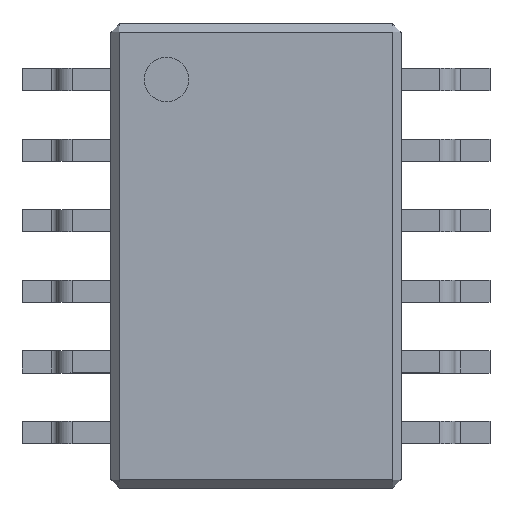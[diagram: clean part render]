
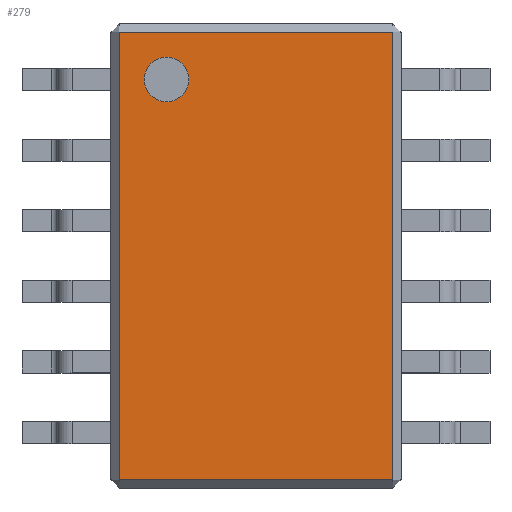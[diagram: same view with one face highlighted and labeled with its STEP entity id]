
A CAD part, top view. The second image highlights one B-rep face of the part: STEP entity #279.
In plain terms, the highlighted planar face has unit normal (0, 0, 1).
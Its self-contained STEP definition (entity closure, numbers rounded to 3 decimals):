
#13=DIRECTION('',(0.,0.,1.));
#14=DIRECTION('',(1.,0.,0.));
#75=VECTOR('',#76,1.);
#76=DIRECTION('',(0.,1.,0.));
#148=VERTEX_POINT('',#149);
#149=CARTESIAN_POINT('',(-2.46,-4.025,1.2));
#157=VERTEX_POINT('',#158);
#158=CARTESIAN_POINT('',(-2.46,4.025,1.2));
#163=ORIENTED_EDGE('',*,*,#164,.F.);
#164=EDGE_CURVE('',#148,#157,#165,.T.);
#165=LINE('',#166,#75);
#166=CARTESIAN_POINT('',(-2.46,-4.175,1.2));
#236=VECTOR('',#14,1.);
#279=ADVANCED_FACE('',(#280,#298),#307,.T.);
#280=FACE_BOUND('',#281,.T.);
#281=EDGE_LOOP('',(#163,#282,#288,#294));
#282=ORIENTED_EDGE('',*,*,#283,.T.);
#283=EDGE_CURVE('',#148,#284,#286,.T.);
#284=VERTEX_POINT('',#285);
#285=CARTESIAN_POINT('',(2.46,-4.025,1.2));
#286=LINE('',#287,#236);
#287=CARTESIAN_POINT('',(-2.61,-4.025,1.2));
#288=ORIENTED_EDGE('',*,*,#289,.T.);
#289=EDGE_CURVE('',#284,#290,#292,.T.);
#290=VERTEX_POINT('',#291);
#291=CARTESIAN_POINT('',(2.46,4.025,1.2));
#292=LINE('',#293,#75);
#293=CARTESIAN_POINT('',(2.46,-4.175,1.2));
#294=ORIENTED_EDGE('',*,*,#295,.F.);
#295=EDGE_CURVE('',#157,#290,#296,.T.);
#296=LINE('',#297,#236);
#297=CARTESIAN_POINT('',(-2.61,4.025,1.2));
#298=FACE_BOUND('',#299,.T.);
#299=EDGE_LOOP('',(#300));
#300=ORIENTED_EDGE('',*,*,#301,.F.);
#301=EDGE_CURVE('',#302,#302,#304,.T.);
#302=VERTEX_POINT('',#303);
#303=CARTESIAN_POINT('',(-1.21,3.175,1.2));
#304=CIRCLE('',#305,0.4);
#305=AXIS2_PLACEMENT_3D('',#306,#13,#14);
#306=CARTESIAN_POINT('',(-1.61,3.175,1.2));
#307=PLANE('',#308);
#308=AXIS2_PLACEMENT_3D('',#309,#13,#14);
#309=CARTESIAN_POINT('',(-2.61,-4.175,1.2));
